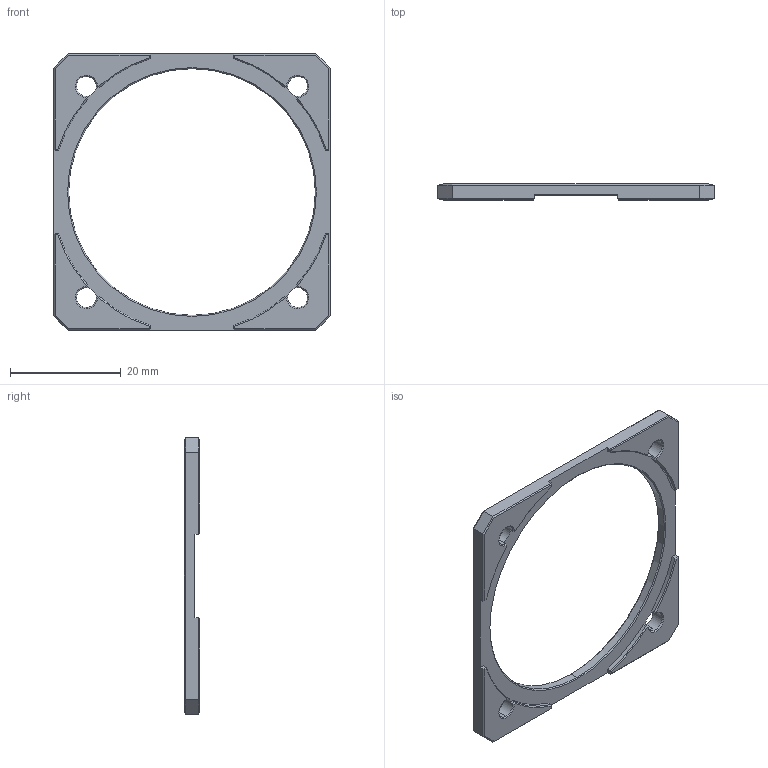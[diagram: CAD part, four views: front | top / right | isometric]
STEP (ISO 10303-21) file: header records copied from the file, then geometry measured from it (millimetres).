
FILE_DESCRIPTION((''),'2;1');
FILE_NAME('CPS1','2024-08-10T16:10:48',('R&D'),(''),'CREO PARAMETRIC BY PTC INC, 2021063','CREO PARAMETRIC BY PTC INC, 2021063','');
FILE_SCHEMA(('CONFIG_CONTROL_DESIGN'));
Length unit declared in the file: millimetre
Products named in the file (1): CPS1
Bounding box: 49.78 x 2.81 x 49.78 mm (x, y, z)
Volume: 2022.8 mm3; surface area: 2597.5 mm2
Topology: 1 solids, 1 shells, 108 faces, 270 edges, 160 vertices
Faces by surface type: plane 66, cone 24, cylinder 18
Entity records: 3259 total; most frequent: CARTESIAN_POINT 651, ORIENTED_EDGE 540, DIRECTION 526, EDGE_CURVE 270, VECTOR 178, LINE 178, AXIS2_PLACEMENT_3D 174, VERTEX_POINT 160
